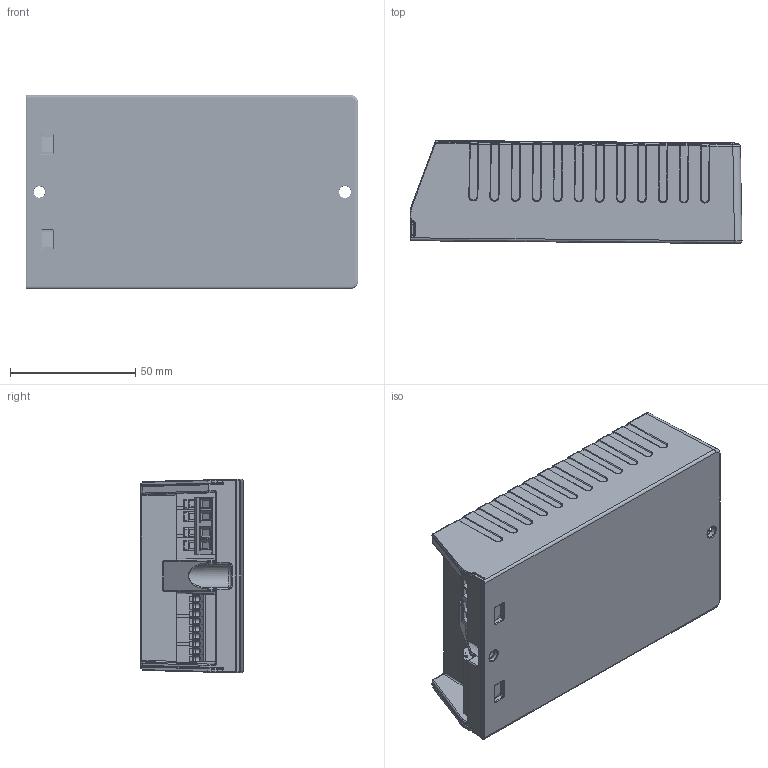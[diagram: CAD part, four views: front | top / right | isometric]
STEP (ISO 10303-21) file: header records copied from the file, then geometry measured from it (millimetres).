
FILE_DESCRIPTION(('Creo Elements/Direct Modeling STEP Export'),'2;1');
FILE_NAME('K72.1_new.stp','2023-08-21T 9:40:19',(''),(''),'Creo Elements/Direct Modeling STEP processor for AP214 (Solid Model)','Creo Elements/Direct Modeling 20.6 25-Mar-2023 (C) Parametric Technology GmbH','');
FILE_SCHEMA(('AUTOMOTIVE_DESIGN { 1 0 10303 214 1 1 1 1 }'));
Length unit declared in the file: millimetre
Products named in the file (4): housing cap; PCB; case; K72_1_26-120W_NEW
Assembly tree (3 placements, depth 2):
  K72_1_26-120W_NEW
    case
    PCB
    housing cap
Bounding box: 132.52 x 41.07 x 77.37 mm (x, y, z)
Volume: 80333.2 mm3; surface area: 101505.9 mm2
Topology: 3 solids, 109 shells, 5217 faces, 14401 edges, 9021 vertices
Faces by surface type: plane 2714, cylinder 1467, torus 553, bspline 211, cone 187, sphere 85
Entity records: 172157 total; most frequent: CARTESIAN_POINT 43812, ORIENTED_EDGE 28642, DIRECTION 24867, EDGE_CURVE 14292, VERTEX_POINT 9013, VECTOR 8827, LINE 8827, AXIS2_PLACEMENT_3D 8020
